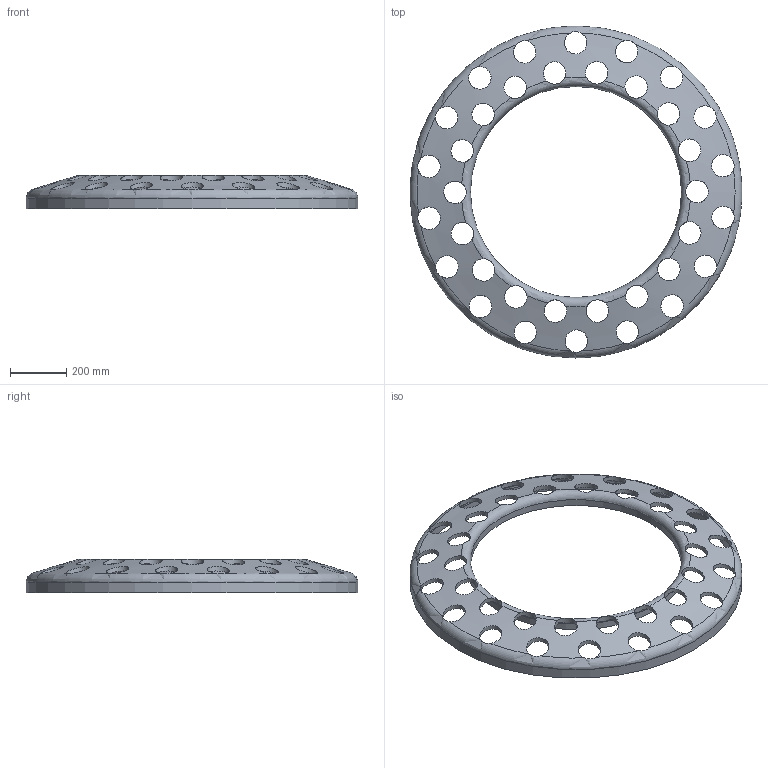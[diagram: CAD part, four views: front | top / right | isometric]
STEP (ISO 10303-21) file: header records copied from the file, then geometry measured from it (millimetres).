
FILE_DESCRIPTION(/* description */ (''),/* implementation_level */ '2;1');
FILE_NAME(/* name */ '16193.070X_3D.stp',/* time_stamp */ '2024-12-12T06:56:22+01:00',/* author */ ('CAD'),/* organization */ (''),/* preprocessor_version */ 'ST-DEVELOPER v20',/* originating_system */ 'AutoCAD Mechanical',/* authorisation */ '');
FILE_SCHEMA (('AUTOMOTIVE_DESIGN { 1 0 10303 214 3 1 1 }'));
Length unit declared in the file: centimetre
Products named in the file (1): Product
Bounding box: 1180 x 1180 x 120 mm (x, y, z)
Volume: 10765151.9 mm3; surface area: 1666976.9 mm2
Topology: 1 solids, 1 shells, 48 faces, 354 edges, 236 vertices
Faces by surface type: cylinder 40, torus 4, cone 2, plane 2
Full cylindrical faces by diameter (mm): 80 x36, 750 x1, 780 x1, 1150 x1, 1180 x1
Entity records: 8253 total; most frequent: CARTESIAN_POINT 5871, ORIENTED_EDGE 708, EDGE_CURVE 354, DIRECTION 324, VERTEX_POINT 236, B_SPLINE_CURVE_WITH_KNOTS 220, AXIS2_PLACEMENT_3D 141, CIRCLE 92
